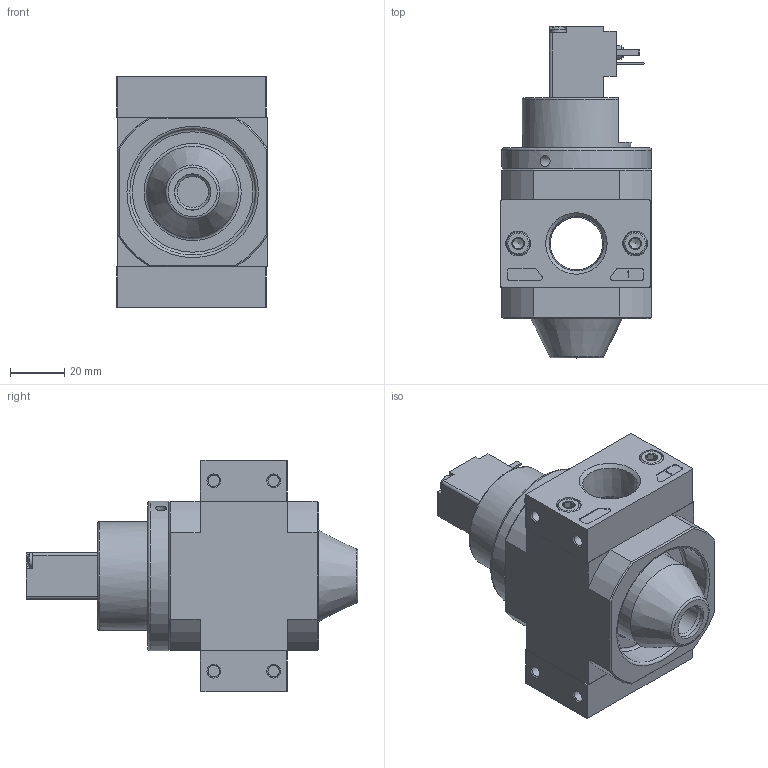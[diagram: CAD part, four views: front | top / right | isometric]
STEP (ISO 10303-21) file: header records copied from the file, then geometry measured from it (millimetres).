
FILE_DESCRIPTION(/* description */ ('STEP AP214'),/* implementation_level */ '2;1');
FILE_NAME(/* name */ '173908_HEE-1_2-D-MIDI-24-NPT',/* time_stamp */ '2024-08-29T03:18:11+02:00',/* author */ ('License CC BY-ND 4.0'),/* organization */ ('CADENAS'),/* preprocessor_version */ 'ST-DEVELOPER v19.3',/* originating_system */ 'PARTsolutions',/* authorisation */ ' ');
FILE_SCHEMA (('AUTOMOTIVE_DESIGN {1 0 10303 214 3 1 1}'));
Length unit declared in the file: millimetre
Products named in the file (7): 173908 HEE-1/2-D-MIDI-24-NPT; 746237 HEE-D-MDI-24; 679803 PBL-1/2-D-MIDI-L-NPT--P1; DIN-912 - M5x18(F); 369989 LF-D-MIDI; 679804 PBL-1/2-D-MIDI-R-NPT--P1; 364665 MSEB-3-24V-D
Assembly tree (10 placements, depth 2):
  173908 HEE-1/2-D-MIDI-24-NPT
    746237 HEE-D-MDI-24
    679803 PBL-1/2-D-MIDI-L-NPT--P1
    DIN-912 - M5x18(F)  x4
    369989 LF-D-MIDI  x2
    679804 PBL-1/2-D-MIDI-R-NPT--P1
    364665 MSEB-3-24V-D
Bounding box: 55.5 x 122 x 85 mm (x, y, z)
Volume: 224582.1 mm3; surface area: 56438.9 mm2
Topology: 10 solids, 10 shells, 555 faces, 1279 edges, 796 vertices
Faces by surface type: plane 310, cylinder 133, cone 96, torus 10, sphere 6
Full cylindrical faces by diameter (mm): 2.013 x1, 2.5 x1, 3.8 x1, 4 x2, 4.134 x8, 5 x5, 5.4 x1, 5.5 x2, 5.6 x2, 6 x3, 7.3 x4, 7.5 x2, 8 x4, 8.4 x4, 8.5 x4, 11.445 x1, 13.3 x1, 23.9 x1, 24 x1, 24.9 x1, 26.4 x1, 29.7 x1, 30.8 x1, 33.7 x1, 40 x1, 46.3 x1, 55 x1
Entity records: 14941 total; most frequent: DIRECTION 2278, CARTESIAN_POINT 2253, ORIENTED_EDGE 1940, EDGE_CURVE 970, AXIS2_PLACEMENT_3D 882, VERTEX_POINT 678, FACE_BOUND 626, EDGE_LOOP 622
